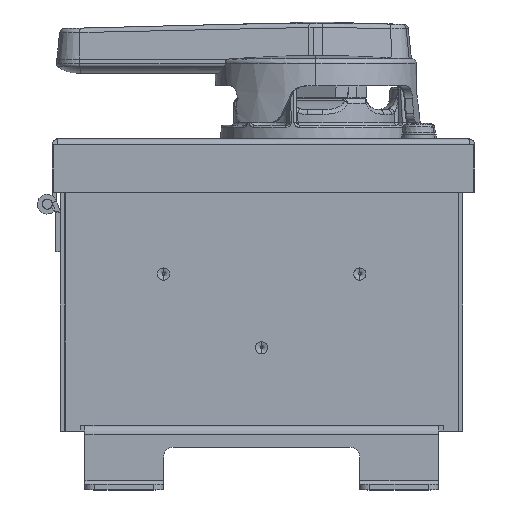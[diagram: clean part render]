
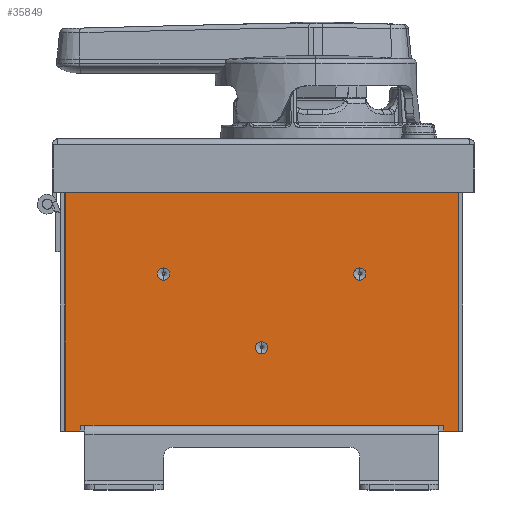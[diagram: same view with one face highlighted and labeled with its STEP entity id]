
A CAD part, front view. The second image highlights one B-rep face of the part: STEP entity #35849.
In plain terms, the highlighted planar face has unit normal (0, -1, 0).
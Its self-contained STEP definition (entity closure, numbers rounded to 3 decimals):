
#2335 = EDGE_CURVE ( 'NONE', #8734, #37152, #5400, .T. ) ;
#4985 = DIRECTION ( 'NONE',  ( 0., 0., 1. ) ) ;
#5400 = CIRCLE ( 'NONE', #188431, 1.981 ) ;
#5461 = DIRECTION ( 'NONE',  ( 0., 1., 0. ) ) ;
#5543 = LINE ( 'NONE', #108029, #145810 ) ;
#7543 = EDGE_LOOP ( 'NONE', ( #212793, #195577 ) ) ;
#8734 = VERTEX_POINT ( 'NONE', #184055 ) ;
#12747 = DIRECTION ( 'NONE',  ( 0., 1., 0. ) ) ;
#16289 = CIRCLE ( 'NONE', #78040, 1.981 ) ;
#16445 = LINE ( 'NONE', #190031, #205437 ) ;
#18218 = EDGE_CURVE ( 'NONE', #101302, #53018, #134208, .T. ) ;
#20901 = EDGE_CURVE ( 'NONE', #44804, #214561, #93776, .T. ) ;
#22624 = ORIENTED_EDGE ( 'NONE', *, *, #227783, .F. ) ;
#23381 = CARTESIAN_POINT ( 'NONE',  ( 160.141, -28.5, 55.977 ) ) ;
#25740 = AXIS2_PLACEMENT_3D ( 'NONE', #122363, #12747, #140751 ) ;
#30245 = VECTOR ( 'NONE', #66881, 1000. ) ;
#35849 = ADVANCED_FACE ( 'NONE', ( #140261, #194690, #48610, #231935 ), #57437, .F. ) ;
#36905 = LINE ( 'NONE', #46209, #134348 ) ;
#37152 = VERTEX_POINT ( 'NONE', #220195 ) ;
#39191 = ORIENTED_EDGE ( 'NONE', *, *, #100107, .F. ) ;
#43994 = AXIS2_PLACEMENT_3D ( 'NONE', #224720, #5461, #133474 ) ;
#44804 = VERTEX_POINT ( 'NONE', #196832 ) ;
#45414 = DIRECTION ( 'NONE',  ( -1., 0., 0. ) ) ;
#46209 = CARTESIAN_POINT ( 'NONE',  ( 164.917, -28.5, 55.977 ) ) ;
#48143 = EDGE_LOOP ( 'NONE', ( #125045, #208958, #114129, #151492, #125167, #22624, #39191, #56408 ) ) ;
#48610 = FACE_BOUND ( 'NONE', #7543, .T. ) ;
#52170 = CARTESIAN_POINT ( 'NONE',  ( 69.654, -28.5, 108.758 ) ) ;
#52481 = VECTOR ( 'NONE', #4985, 1000. ) ;
#52781 = DIRECTION ( 'NONE',  ( 1., 0., 0. ) ) ;
#53018 = VERTEX_POINT ( 'NONE', #133854 ) ;
#53878 = EDGE_CURVE ( 'NONE', #138187, #168583, #225029, .T. ) ;
#55159 = VERTEX_POINT ( 'NONE', #122975 ) ;
#55659 = CARTESIAN_POINT ( 'NONE',  ( 42.666, -28.5, 57.857 ) ) ;
#56408 = ORIENTED_EDGE ( 'NONE', *, *, #165177, .F. ) ;
#57437 = PLANE ( 'NONE',  #43994 ) ;
#60773 = LINE ( 'NONE', #149039, #109472 ) ;
#63934 = LINE ( 'NONE', #23381, #52481 ) ;
#66881 = DIRECTION ( 'NONE',  ( 0., 0., 1. ) ) ;
#77754 = DIRECTION ( 'NONE',  ( 1., 0., 0. ) ) ;
#78040 = AXIS2_PLACEMENT_3D ( 'NONE', #203126, #93443, #221541 ) ;
#89616 = DIRECTION ( 'NONE',  ( 0., 1., 0. ) ) ;
#89635 = EDGE_CURVE ( 'NONE', #44804, #139817, #16445, .T. ) ;
#90966 = CARTESIAN_POINT ( 'NONE',  ( 133.154, -28.5, 106.777 ) ) ;
#93443 = DIRECTION ( 'NONE',  ( 0., 1., 0. ) ) ;
#93461 = EDGE_CURVE ( 'NONE', #55159, #102646, #109881, .T. ) ;
#93776 = LINE ( 'NONE', #96125, #234124 ) ;
#96125 = CARTESIAN_POINT ( 'NONE',  ( -856.367, -28.5, 143.404 ) ) ;
#98806 = DIRECTION ( 'NONE',  ( 0., 0., -1. ) ) ;
#100107 = EDGE_CURVE ( 'NONE', #167341, #233117, #36905, .T. ) ;
#101302 = VERTEX_POINT ( 'NONE', #222532 ) ;
#102646 = VERTEX_POINT ( 'NONE', #52170 ) ;
#105900 = VECTOR ( 'NONE', #194136, 1000. ) ;
#106900 = DIRECTION ( 'NONE',  ( 0., 1., 0. ) ) ;
#108029 = CARTESIAN_POINT ( 'NONE',  ( -856.367, -28.5, 57.857 ) ) ;
#109356 = DIRECTION ( 'NONE',  ( 0., 0., -1. ) ) ;
#109472 = VECTOR ( 'NONE', #204248, 1000. ) ;
#109583 = ORIENTED_EDGE ( 'NONE', *, *, #18218, .T. ) ;
#109881 = CIRCLE ( 'NONE', #235702, 1.981 ) ;
#114129 = ORIENTED_EDGE ( 'NONE', *, *, #231921, .F. ) ;
#117794 = CARTESIAN_POINT ( 'NONE',  ( 37.891, -28.5, 55.977 ) ) ;
#122363 = CARTESIAN_POINT ( 'NONE',  ( 133.154, -28.5, 106.777 ) ) ;
#122975 = CARTESIAN_POINT ( 'NONE',  ( 69.654, -28.5, 104.796 ) ) ;
#125045 = ORIENTED_EDGE ( 'NONE', *, *, #20901, .F. ) ;
#125167 = ORIENTED_EDGE ( 'NONE', *, *, #150682, .T. ) ;
#128704 = CARTESIAN_POINT ( 'NONE',  ( 42.666, -28.5, 55.977 ) ) ;
#133474 = DIRECTION ( 'NONE',  ( 0., 0., -1. ) ) ;
#133805 = CARTESIAN_POINT ( 'NONE',  ( 160.141, -28.5, 57.857 ) ) ;
#133854 = CARTESIAN_POINT ( 'NONE',  ( 133.154, -28.5, 108.758 ) ) ;
#134208 = CIRCLE ( 'NONE', #25740, 1.981 ) ;
#134348 = VECTOR ( 'NONE', #45414, 1000. ) ;
#134844 = AXIS2_PLACEMENT_3D ( 'NONE', #90966, #219013, #109356 ) ;
#135976 = EDGE_CURVE ( 'NONE', #37152, #8734, #183602, .T. ) ;
#138141 = CARTESIAN_POINT ( 'NONE',  ( 164.917, -28.5, 143.404 ) ) ;
#138187 = VERTEX_POINT ( 'NONE', #128704 ) ;
#139722 = CARTESIAN_POINT ( 'NONE',  ( 42.666, -28.5, 55.977 ) ) ;
#139817 = VERTEX_POINT ( 'NONE', #117794 ) ;
#140261 = FACE_BOUND ( 'NONE', #215097, .T. ) ;
#140751 = DIRECTION ( 'NONE',  ( 0., 0., -1. ) ) ;
#142250 = EDGE_LOOP ( 'NONE', ( #109583, #210000 ) ) ;
#145810 = VECTOR ( 'NONE', #52781, 1000. ) ;
#149039 = CARTESIAN_POINT ( 'NONE',  ( 37.891, -28.5, 55.977 ) ) ;
#150682 = EDGE_CURVE ( 'NONE', #168583, #157013, #5543, .T. ) ;
#151492 = ORIENTED_EDGE ( 'NONE', *, *, #53878, .T. ) ;
#157013 = VERTEX_POINT ( 'NONE', #133805 ) ;
#162105 = ORIENTED_EDGE ( 'NONE', *, *, #93461, .T. ) ;
#165177 = EDGE_CURVE ( 'NONE', #214561, #167341, #203343, .T. ) ;
#167341 = VERTEX_POINT ( 'NONE', #237292 ) ;
#168583 = VERTEX_POINT ( 'NONE', #55659 ) ;
#182536 = ORIENTED_EDGE ( 'NONE', *, *, #203568, .T. ) ;
#183602 = CIRCLE ( 'NONE', #192142, 1.981 ) ;
#184055 = CARTESIAN_POINT ( 'NONE',  ( 101.404, -28.5, 84.882 ) ) ;
#188431 = AXIS2_PLACEMENT_3D ( 'NONE', #196296, #196124, #195815 ) ;
#190031 = CARTESIAN_POINT ( 'NONE',  ( 37.891, -28.5, 143.404 ) ) ;
#192142 = AXIS2_PLACEMENT_3D ( 'NONE', #199277, #89616, #217651 ) ;
#192667 = EDGE_CURVE ( 'NONE', #53018, #101302, #209097, .T. ) ;
#194136 = DIRECTION ( 'NONE',  ( 0., 0., -1. ) ) ;
#194690 = FACE_BOUND ( 'NONE', #142250, .T. ) ;
#195577 = ORIENTED_EDGE ( 'NONE', *, *, #2335, .T. ) ;
#195815 = DIRECTION ( 'NONE',  ( 0., 0., -1. ) ) ;
#196124 = DIRECTION ( 'NONE',  ( 0., 1., 0. ) ) ;
#196296 = CARTESIAN_POINT ( 'NONE',  ( 101.404, -28.5, 82.901 ) ) ;
#196832 = CARTESIAN_POINT ( 'NONE',  ( 37.891, -28.5, 143.404 ) ) ;
#199277 = CARTESIAN_POINT ( 'NONE',  ( 101.404, -28.5, 82.901 ) ) ;
#203126 = CARTESIAN_POINT ( 'NONE',  ( 69.654, -28.5, 106.777 ) ) ;
#203343 = LINE ( 'NONE', #138141, #105900 ) ;
#203568 = EDGE_CURVE ( 'NONE', #102646, #55159, #16289, .T. ) ;
#204248 = DIRECTION ( 'NONE',  ( -1., 0., 0. ) ) ;
#205437 = VECTOR ( 'NONE', #98806, 1000. ) ;
#207770 = CARTESIAN_POINT ( 'NONE',  ( 164.917, -28.5, 143.404 ) ) ;
#208958 = ORIENTED_EDGE ( 'NONE', *, *, #89635, .T. ) ;
#209097 = CIRCLE ( 'NONE', #134844, 1.981 ) ;
#210000 = ORIENTED_EDGE ( 'NONE', *, *, #192667, .T. ) ;
#212793 = ORIENTED_EDGE ( 'NONE', *, *, #135976, .T. ) ;
#213306 = CARTESIAN_POINT ( 'NONE',  ( 160.141, -28.5, 55.977 ) ) ;
#214561 = VERTEX_POINT ( 'NONE', #207770 ) ;
#215097 = EDGE_LOOP ( 'NONE', ( #162105, #182536 ) ) ;
#216538 = CARTESIAN_POINT ( 'NONE',  ( 69.654, -28.5, 106.777 ) ) ;
#217651 = DIRECTION ( 'NONE',  ( 0., 0., -1. ) ) ;
#219013 = DIRECTION ( 'NONE',  ( 0., 1., 0. ) ) ;
#220195 = CARTESIAN_POINT ( 'NONE',  ( 101.404, -28.5, 80.92 ) ) ;
#221541 = DIRECTION ( 'NONE',  ( 0., 0., -1. ) ) ;
#222532 = CARTESIAN_POINT ( 'NONE',  ( 133.154, -28.5, 104.796 ) ) ;
#224720 = CARTESIAN_POINT ( 'NONE',  ( -856.367, -28.5, 57.857 ) ) ;
#225029 = LINE ( 'NONE', #139722, #30245 ) ;
#227783 = EDGE_CURVE ( 'NONE', #233117, #157013, #63934, .T. ) ;
#231921 = EDGE_CURVE ( 'NONE', #138187, #139817, #60773, .T. ) ;
#231935 = FACE_OUTER_BOUND ( 'NONE', #48143, .T. ) ;
#233117 = VERTEX_POINT ( 'NONE', #213306 ) ;
#234124 = VECTOR ( 'NONE', #77754, 1000. ) ;
#234972 = DIRECTION ( 'NONE',  ( 0., 0., -1. ) ) ;
#235702 = AXIS2_PLACEMENT_3D ( 'NONE', #216538, #106900, #234972 ) ;
#237292 = CARTESIAN_POINT ( 'NONE',  ( 164.917, -28.5, 55.977 ) ) ;
